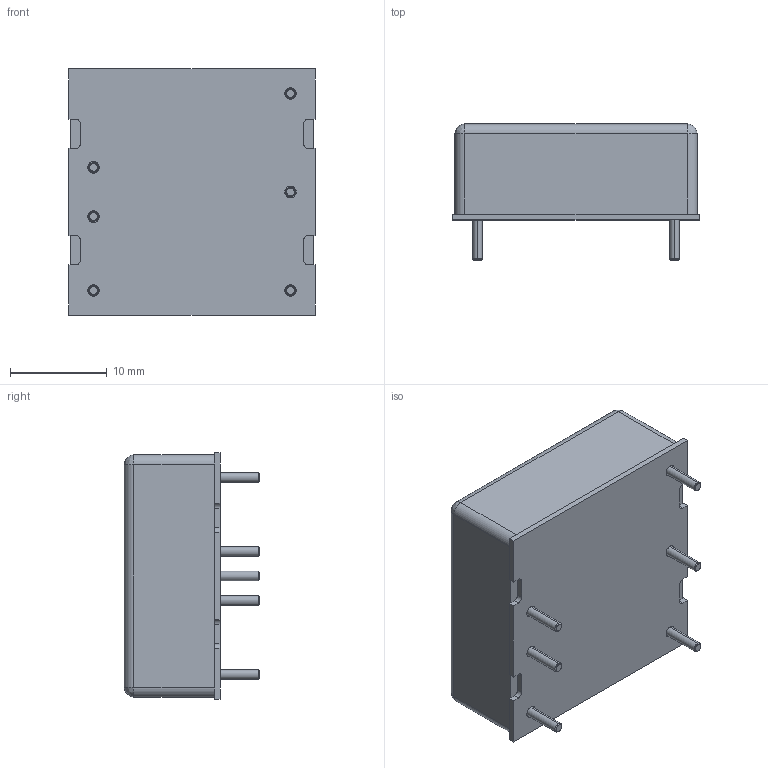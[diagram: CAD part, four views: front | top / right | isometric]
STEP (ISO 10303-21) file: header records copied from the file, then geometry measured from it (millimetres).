
FILE_DESCRIPTION (( 'STEP AP214' ), '1' );
FILE_NAME ('ccg30_outline.STEP', '2015-06-17T02:40:42', ( 'tluser' ), ( '' ), 'SwSTEP 2.0', 'SolidWorks 2013', '' );
FILE_SCHEMA (( 'AUTOMOTIVE_DESIGN' ));
Length unit declared in the file: millimetre
Products named in the file (1): ccg30_outline
Bounding box: 25.4 x 14 x 25.4 mm (x, y, z)
Volume: 6180.4 mm3; surface area: 2323.6 mm2
Topology: 1 solids, 1 shells, 102 faces, 236 edges, 144 vertices
Faces by surface type: plane 46, cylinder 40, cone 12, bspline 4
Entity records: 4052 total; most frequent: CARTESIAN_POINT 539, DIRECTION 522, ORIENTED_EDGE 464, EDGE_CURVE 232, AXIS2_PLACEMENT_3D 191, VERTEX_POINT 144, LINE 140, VECTOR 140
